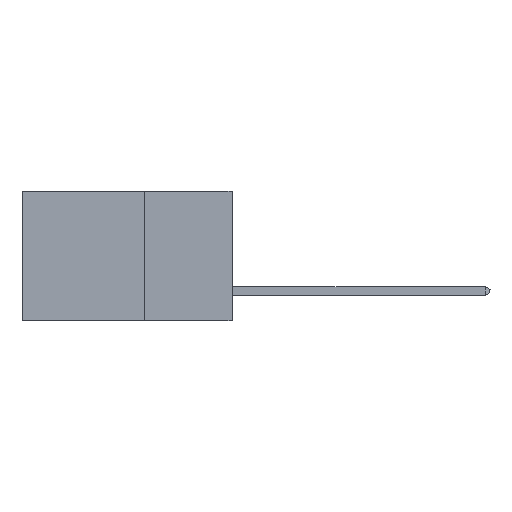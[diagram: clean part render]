
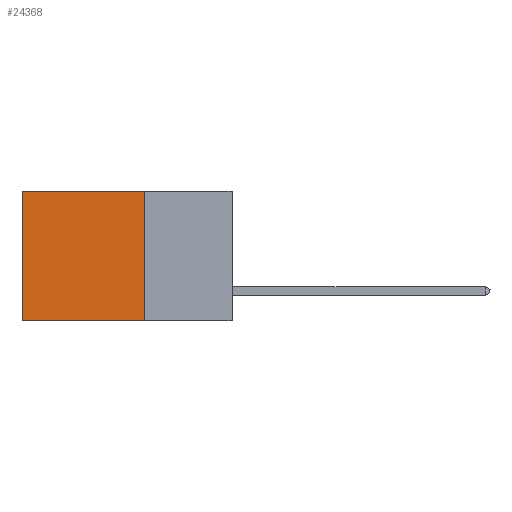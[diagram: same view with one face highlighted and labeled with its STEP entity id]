
A CAD part, left-side view. The second image highlights one B-rep face of the part: STEP entity #24368.
In plain terms, the highlighted planar face has unit normal (-1, 0, 0).
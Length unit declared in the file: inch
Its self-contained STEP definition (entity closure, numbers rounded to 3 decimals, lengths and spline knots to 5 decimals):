
#1651 = DIRECTION ( 'NONE',  ( 0., 0., -1. ) ) ;
#1750 = VERTEX_POINT ( 'NONE', #24940 ) ;
#2112 = VERTEX_POINT ( 'NONE', #22710 ) ;
#2458 = EDGE_CURVE ( 'NONE', #1750, #2112, #26918, .T. ) ;
#2482 = DIRECTION ( 'NONE',  ( 0., 1., 0. ) ) ;
#4126 = DIRECTION ( 'NONE',  ( 0., 1., 0. ) ) ;
#4513 = EDGE_CURVE ( 'NONE', #1750, #9083, #11000, .T. ) ;
#5026 = DIRECTION ( 'NONE',  ( 0., 0., -1. ) ) ;
#9083 = VERTEX_POINT ( 'NONE', #17152 ) ;
#9631 = FACE_OUTER_BOUND ( 'NONE', #16921, .T. ) ;
#11000 = LINE ( 'NONE', #30108, #20820 ) ;
#11137 = LINE ( 'NONE', #11691, #29987 ) ;
#11691 = CARTESIAN_POINT ( 'NONE',  ( 0.2875, 0.25, -0.37 ) ) ;
#12844 = VECTOR ( 'NONE', #5026, 39.37008 ) ;
#14053 = DIRECTION ( 'NONE',  ( 1., 0., 0. ) ) ;
#16258 = ORIENTED_EDGE ( 'NONE', *, *, #29339, .T. ) ;
#16396 = CARTESIAN_POINT ( 'NONE',  ( 0.2875, 0.6, -0.37 ) ) ;
#16673 = PLANE ( 'NONE',  #26464 ) ;
#16921 = EDGE_LOOP ( 'NONE', ( #16258, #18788, #32527, #28236 ) ) ;
#17152 = CARTESIAN_POINT ( 'NONE',  ( 0.2875, 0.25, -0.37 ) ) ;
#17930 = LINE ( 'NONE', #24962, #12844 ) ;
#18788 = ORIENTED_EDGE ( 'NONE', *, *, #18842, .F. ) ;
#18842 = EDGE_CURVE ( 'NONE', #9083, #31475, #11137, .T. ) ;
#20820 = VECTOR ( 'NONE', #22614, 39.37008 ) ;
#22614 = DIRECTION ( 'NONE',  ( 0., 0., -1. ) ) ;
#22710 = CARTESIAN_POINT ( 'NONE',  ( 0.2875, 0.6, 0. ) ) ;
#22853 = CARTESIAN_POINT ( 'NONE',  ( 0.2875, 0.25, 0. ) ) ;
#24368 = ADVANCED_FACE ( 'NONE', ( #9631 ), #16673, .F. ) ;
#24940 = CARTESIAN_POINT ( 'NONE',  ( 0.2875, 0.25, 0. ) ) ;
#24962 = CARTESIAN_POINT ( 'NONE',  ( 0.2875, 0.6, 0. ) ) ;
#26464 = AXIS2_PLACEMENT_3D ( 'NONE', #26547, #14053, #1651 ) ;
#26547 = CARTESIAN_POINT ( 'NONE',  ( 0.2875, 0.25, 0. ) ) ;
#26918 = LINE ( 'NONE', #22853, #27295 ) ;
#27295 = VECTOR ( 'NONE', #2482, 39.37008 ) ;
#28236 = ORIENTED_EDGE ( 'NONE', *, *, #2458, .T. ) ;
#29339 = EDGE_CURVE ( 'NONE', #2112, #31475, #17930, .T. ) ;
#29987 = VECTOR ( 'NONE', #4126, 39.37008 ) ;
#30108 = CARTESIAN_POINT ( 'NONE',  ( 0.2875, 0.25, 0. ) ) ;
#31475 = VERTEX_POINT ( 'NONE', #16396 ) ;
#32527 = ORIENTED_EDGE ( 'NONE', *, *, #4513, .F. ) ;
